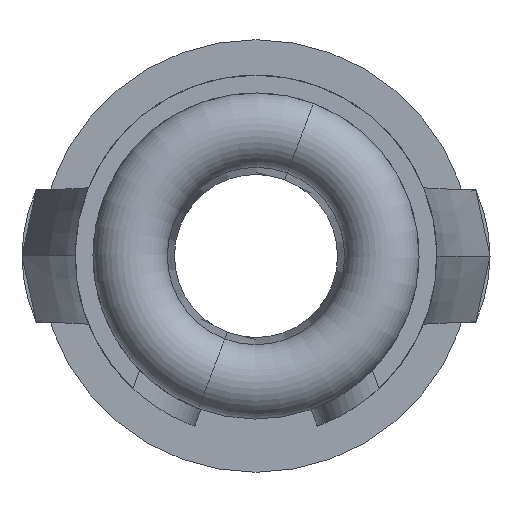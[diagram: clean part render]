
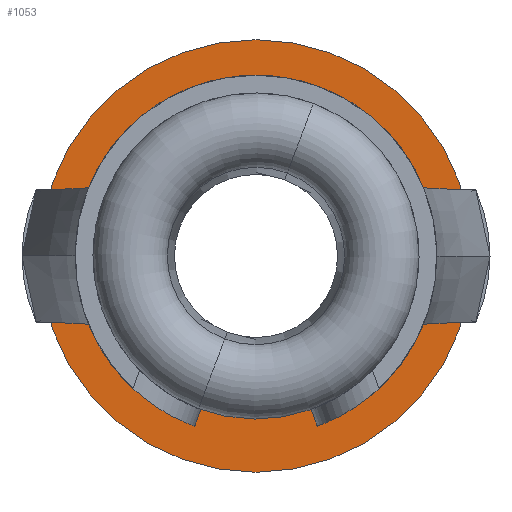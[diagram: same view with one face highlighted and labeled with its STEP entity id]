
A CAD part, left-side view. The second image highlights one B-rep face of the part: STEP entity #1053.
In plain terms, the highlighted planar face has unit normal (-1, 0, 0).
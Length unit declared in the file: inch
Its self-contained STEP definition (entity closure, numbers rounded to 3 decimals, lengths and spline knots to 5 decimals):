
#444 = CIRCLE ( 'NONE', #2311, 0.02275 ) ;
#639 = ORIENTED_EDGE ( 'NONE', *, *, #4893, .T. ) ;
#723 = AXIS2_PLACEMENT_3D ( 'NONE', #869, #862, #851 ) ;
#851 = DIRECTION ( 'NONE',  ( 0., 0., -1. ) ) ;
#862 = DIRECTION ( 'NONE',  ( 1., 0., 0. ) ) ;
#869 = CARTESIAN_POINT ( 'NONE',  ( 0.124, 0.02275, 0. ) ) ;
#990 = PLANE ( 'NONE',  #723 ) ;
#1027 = DIRECTION ( 'NONE',  ( 0., 0., 1. ) ) ;
#1031 = DIRECTION ( 'NONE',  ( -1., 0., 0. ) ) ;
#1038 = CARTESIAN_POINT ( 'NONE',  ( 0.124, 0., 0. ) ) ;
#1053 = ADVANCED_FACE ( 'NONE', ( #4608, #1612 ), #990, .F. ) ;
#1132 = CIRCLE ( 'NONE', #4462, 0.0305 ) ;
#1196 = CARTESIAN_POINT ( 'NONE',  ( 0.124, 0., 0. ) ) ;
#1527 = VERTEX_POINT ( 'NONE', #4004 ) ;
#1570 = CARTESIAN_POINT ( 'NONE',  ( 0.124, 0., 0. ) ) ;
#1612 = FACE_OUTER_BOUND ( 'NONE', #4023, .T. ) ;
#2004 = AXIS2_PLACEMENT_3D ( 'NONE', #1038, #1031, #1027 ) ;
#2047 = DIRECTION ( 'NONE',  ( 0., 0., 1. ) ) ;
#2161 = ORIENTED_EDGE ( 'NONE', *, *, #2364, .T. ) ;
#2311 = AXIS2_PLACEMENT_3D ( 'NONE', #5154, #5072, #5146 ) ;
#2364 = EDGE_CURVE ( 'NONE', #2905, #5129, #2764, .T. ) ;
#2501 = EDGE_CURVE ( 'NONE', #1527, #4162, #444, .T. ) ;
#2531 = EDGE_LOOP ( 'NONE', ( #2809, #2638 ) ) ;
#2638 = ORIENTED_EDGE ( 'NONE', *, *, #4958, .F. ) ;
#2688 = DIRECTION ( 'NONE',  ( -1., 0., 0. ) ) ;
#2714 = CARTESIAN_POINT ( 'NONE',  ( 0.124, 0., -0.0305 ) ) ;
#2764 = CIRCLE ( 'NONE', #2004, 0.0305 ) ;
#2809 = ORIENTED_EDGE ( 'NONE', *, *, #2501, .F. ) ;
#2905 = VERTEX_POINT ( 'NONE', #3574 ) ;
#3525 = CIRCLE ( 'NONE', #4418, 0.02275 ) ;
#3574 = CARTESIAN_POINT ( 'NONE',  ( 0.124, 0., 0.0305 ) ) ;
#4004 = CARTESIAN_POINT ( 'NONE',  ( 0.124, 0., 0.02275 ) ) ;
#4023 = EDGE_LOOP ( 'NONE', ( #2161, #639 ) ) ;
#4162 = VERTEX_POINT ( 'NONE', #4228 ) ;
#4228 = CARTESIAN_POINT ( 'NONE',  ( 0.124, 0., -0.02275 ) ) ;
#4418 = AXIS2_PLACEMENT_3D ( 'NONE', #1570, #4491, #4655 ) ;
#4462 = AXIS2_PLACEMENT_3D ( 'NONE', #1196, #2688, #2047 ) ;
#4491 = DIRECTION ( 'NONE',  ( -1., 0., 0. ) ) ;
#4608 = FACE_BOUND ( 'NONE', #2531, .T. ) ;
#4655 = DIRECTION ( 'NONE',  ( 0., 0., 1. ) ) ;
#4893 = EDGE_CURVE ( 'NONE', #5129, #2905, #1132, .T. ) ;
#4958 = EDGE_CURVE ( 'NONE', #4162, #1527, #3525, .T. ) ;
#5072 = DIRECTION ( 'NONE',  ( -1., 0., 0. ) ) ;
#5129 = VERTEX_POINT ( 'NONE', #2714 ) ;
#5146 = DIRECTION ( 'NONE',  ( 0., 0., 1. ) ) ;
#5154 = CARTESIAN_POINT ( 'NONE',  ( 0.124, 0., 0. ) ) ;
